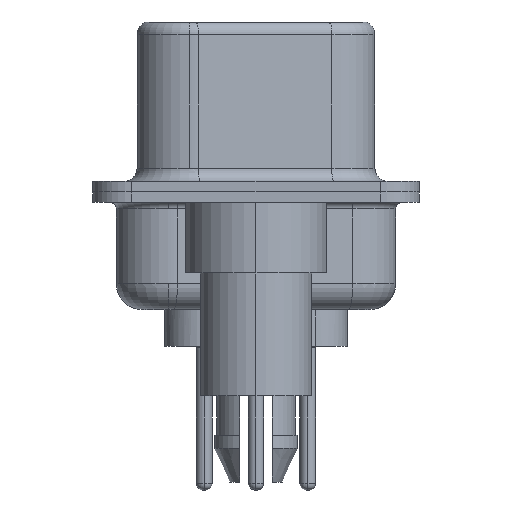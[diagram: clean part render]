
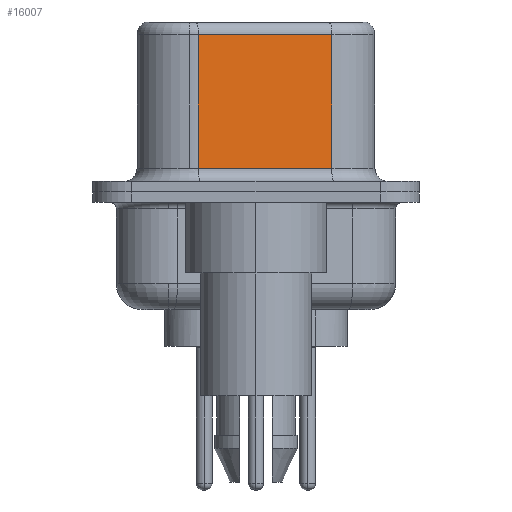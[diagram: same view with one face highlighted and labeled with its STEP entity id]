
A CAD part, left-side view. The second image highlights one B-rep face of the part: STEP entity #16007.
In plain terms, the highlighted planar face has unit normal (-0.985, -0.174, 0).
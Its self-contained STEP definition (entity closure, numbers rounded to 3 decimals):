
#630 = EDGE_CURVE ( 'NONE', #23880, #6923, #11885, .T. ) ;
#1233 = LINE ( 'NONE', #15452, #17014 ) ;
#2314 = CARTESIAN_POINT ( 'NONE',  ( 4.58, -2.897, 0.9 ) ) ;
#2610 = DIRECTION ( 'NONE',  ( -0.174, 0.985, 0. ) ) ;
#3617 = ORIENTED_EDGE ( 'NONE', *, *, #630, .T. ) ;
#4667 = EDGE_LOOP ( 'NONE', ( #13646, #17551, #3617, #10389 ) ) ;
#5543 = DIRECTION ( 'NONE',  ( -0.174, 0.985, 0. ) ) ;
#6393 = FACE_OUTER_BOUND ( 'NONE', #4667, .T. ) ;
#6923 = VERTEX_POINT ( 'NONE', #25992 ) ;
#7849 = VECTOR ( 'NONE', #20668, 1000. ) ;
#9191 = CARTESIAN_POINT ( 'NONE',  ( 4.58, -2.897, 6.52 ) ) ;
#9798 = PLANE ( 'NONE',  #13641 ) ;
#10002 = VECTOR ( 'NONE', #13509, 1000. ) ;
#10035 = CARTESIAN_POINT ( 'NONE',  ( 4.58, -2.897, 0.9 ) ) ;
#10389 = ORIENTED_EDGE ( 'NONE', *, *, #20247, .T. ) ;
#11534 = DIRECTION ( 'NONE',  ( 0., 0., -1. ) ) ;
#11766 = CARTESIAN_POINT ( 'NONE',  ( 3.68, 2.203, 6.52 ) ) ;
#11885 = LINE ( 'NONE', #11766, #22496 ) ;
#11970 = CARTESIAN_POINT ( 'NONE',  ( 4.58, -2.897, 6.52 ) ) ;
#13509 = DIRECTION ( 'NONE',  ( 0., 0., -1. ) ) ;
#13641 = AXIS2_PLACEMENT_3D ( 'NONE', #11970, #18409, #5543 ) ;
#13646 = ORIENTED_EDGE ( 'NONE', *, *, #14570, .F. ) ;
#14570 = EDGE_CURVE ( 'NONE', #15093, #23801, #26830, .T. ) ;
#15061 = EDGE_CURVE ( 'NONE', #15093, #23880, #1233, .T. ) ;
#15093 = VERTEX_POINT ( 'NONE', #21840 ) ;
#15452 = CARTESIAN_POINT ( 'NONE',  ( 4.58, -2.897, 6.02 ) ) ;
#16007 = ADVANCED_FACE ( 'NONE', ( #6393 ), #9798, .F. ) ;
#17014 = VECTOR ( 'NONE', #2610, 1000. ) ;
#17551 = ORIENTED_EDGE ( 'NONE', *, *, #15061, .T. ) ;
#18409 = DIRECTION ( 'NONE',  ( 0.985, 0.174, 0. ) ) ;
#19253 = LINE ( 'NONE', #10035, #7849 ) ;
#19697 = CARTESIAN_POINT ( 'NONE',  ( 3.68, 2.203, 6.02 ) ) ;
#20247 = EDGE_CURVE ( 'NONE', #6923, #23801, #19253, .T. ) ;
#20668 = DIRECTION ( 'NONE',  ( 0.174, -0.985, 0. ) ) ;
#21840 = CARTESIAN_POINT ( 'NONE',  ( 4.58, -2.897, 6.02 ) ) ;
#22496 = VECTOR ( 'NONE', #11534, 1000. ) ;
#23801 = VERTEX_POINT ( 'NONE', #2314 ) ;
#23880 = VERTEX_POINT ( 'NONE', #19697 ) ;
#25992 = CARTESIAN_POINT ( 'NONE',  ( 3.68, 2.203, 0.9 ) ) ;
#26830 = LINE ( 'NONE', #9191, #10002 ) ;
